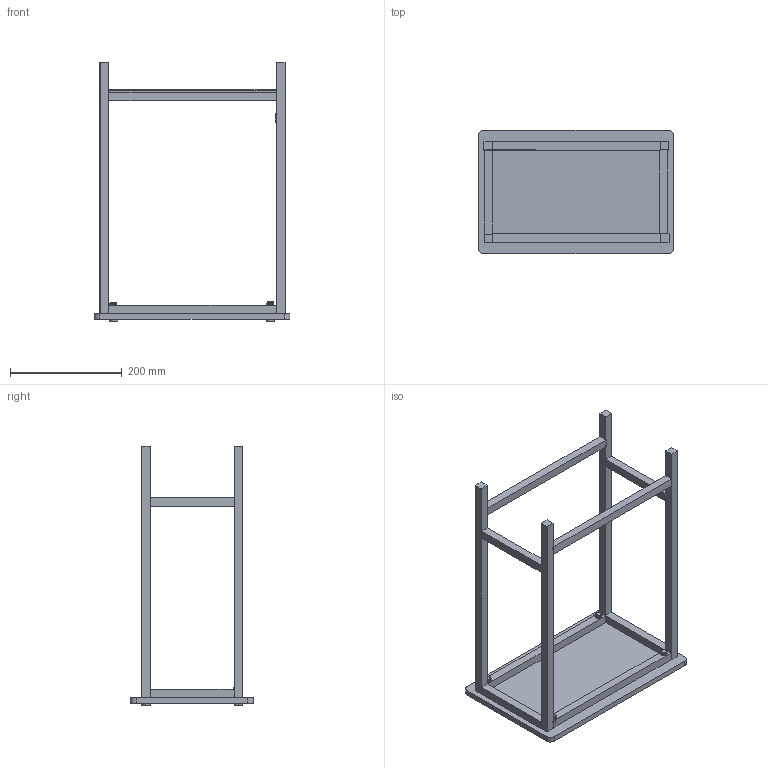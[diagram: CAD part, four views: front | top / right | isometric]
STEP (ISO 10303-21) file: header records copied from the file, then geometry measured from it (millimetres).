
FILE_DESCRIPTION (( 'STEP AP203' ), '1' );
FILE_NAME ('梊箄疏啣脾.STEP', '2025-01-17T13:12:02', ( '蔬纏' ), ( '' ), 'SwSTEP 2.0', 'SolidWorks 2024', '' );
FILE_SCHEMA (( 'CONFIG_CONTROL_DESIGN' ));
Length unit declared in the file: millimetre
Products named in the file (8): 长下2; 螺柱4; 螺栓; 赵鸿波板凳; 凳面1; 板凳腿; 短4; 蹬腿上长
Assembly tree (21 placements, depth 2):
  赵鸿波板凳
    凳面1
    蹬腿上长  x2
    短4  x4
    螺柱4  x4
    螺栓  x4
    板凳腿  x4
    长下2  x2
Bounding box: 350 x 220 x 464.61 mm (x, y, z)
Volume: 1583988.2 mm3; surface area: 397197 mm2
Topology: 21 solids, 21 shells, 690 faces, 1924 edges, 1280 vertices
Faces by surface type: cylinder 548, plane 130, bspline 12
Entity records: 14695 total; most frequent: CARTESIAN_POINT 9179, ORIENTED_EDGE 1070, DIRECTION 751, EDGE_CURVE 535, VERTEX_POINT 356, AXIS2_PLACEMENT_3D 260, VECTOR 231, LINE 231
